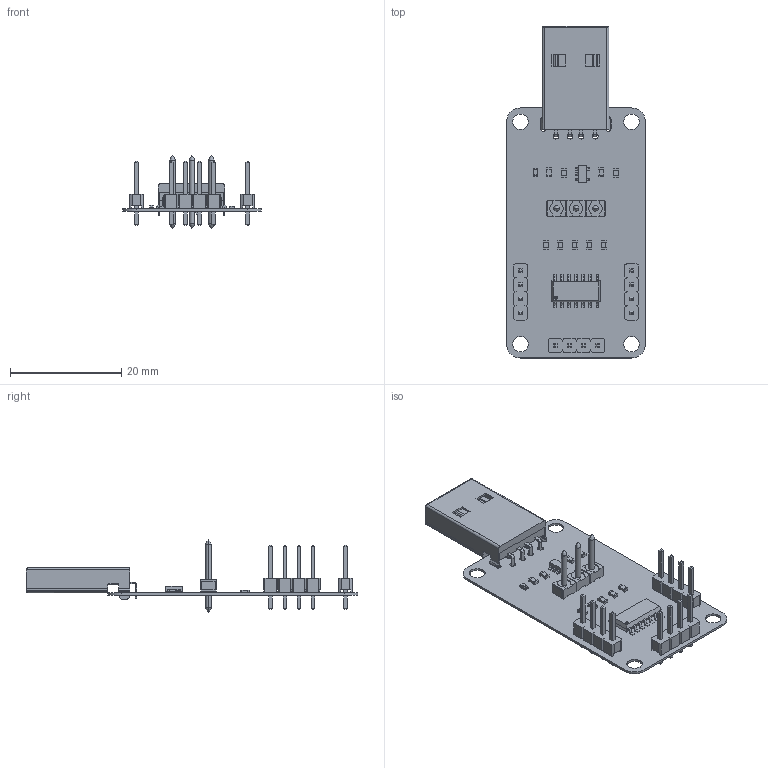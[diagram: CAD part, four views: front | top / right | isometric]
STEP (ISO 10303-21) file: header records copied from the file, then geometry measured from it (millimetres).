
FILE_DESCRIPTION(('Open CASCADE Model'),'2;1');
FILE_NAME('Open CASCADE Shape Model','2023-08-07T18:03:03',('Author'),( 'Open CASCADE'),'Open CASCADE STEP processor 7.5','Open CASCADE 7.5' ,'Unknown');
FILE_SCHEMA(('AUTOMOTIVE_DESIGN { 1 0 10303 214 1 1 1 1 }'));
Length unit declared in the file: millimetre
Products named in the file (36): PCB; Board; Open CASCADE STEP translator 7.5 1.1.1; C1; SW3DPS-RESISTOR 0603-DEFAULT; C2; C3; C4; CN1; a-usb_a-lp-c; CN2; 65781; CN3; 17588; CN4; CN5; L1; User Library-LED_0603_R; User Library-LED_0603_R_Pocket002; User Library-LED_0603_R_Pad004; User Library-LED_0603_R_Fillet; User Library-LED_0603_R_Pocket001; User Library-LED_0603_R_Pad; R1; R2; R3; R4; R5; U1; CircuitWorks-SOT-23-5; U2; User Library-so14-1
Assembly tree (53 placements, depth 4):
  PCB
    Board
      Open CASCADE STEP translator 7.5 1.1.1
    C1
      SW3DPS-RESISTOR 0603-DEFAULT
    C2
      SW3DPS-RESISTOR 0603-DEFAULT
    C3
      SW3DPS-RESISTOR 0603-DEFAULT
    C4
      SW3DPS-RESISTOR 0603-DEFAULT
    CN1
      a-usb_a-lp-c
    CN2
      65781
      65781
      65781
      65781
      65781
    CN3
      17588
    CN4
      65781
      65781
      65781
      65781
      65781
    CN5
      65781
      65781
      65781
      65781
      65781
    L1
      User Library-LED_0603_R
        User Library-LED_0603_R_Pocket002
        User Library-LED_0603_R_Pad004
        User Library-LED_0603_R_Fillet
        User Library-LED_0603_R_Pocket001
        User Library-LED_0603_R_Pad
    R1
      SW3DPS-RESISTOR 0603-DEFAULT
    R2
      SW3DPS-RESISTOR 0603-DEFAULT
    R3
      SW3DPS-RESISTOR 0603-DEFAULT
    R4
      SW3DPS-RESISTOR 0603-DEFAULT
    R5
      SW3DPS-RESISTOR 0603-DEFAULT
    U1
      CircuitWorks-SOT-23-5
    U2
      User Library-so14-1
Bounding box: 25 x 59.73 x 13 mm (x, y, z)
Volume: 1378.3 mm3; surface area: 4619.9 mm2
Topology: 33 solids, 34 shells, 1182 faces, 3111 edges, 2017 vertices
Faces by surface type: plane 929, cylinder 227, revolution 12, cone 10, torus 4
Full cylindrical faces by diameter (mm): 1 x4, 1.016 x3, 1.2 x2, 1.22 x12, 2.8 x4
Entity records: 33999 total; most frequent: CARTESIAN_POINT 4696, ORIENTED_EDGE 4460, DIRECTION 4448, EDGE_CURVE 2231, LINE 1730, VECTOR 1730, VERTEX_POINT 1465, AXIS2_PLACEMENT_3D 1353
